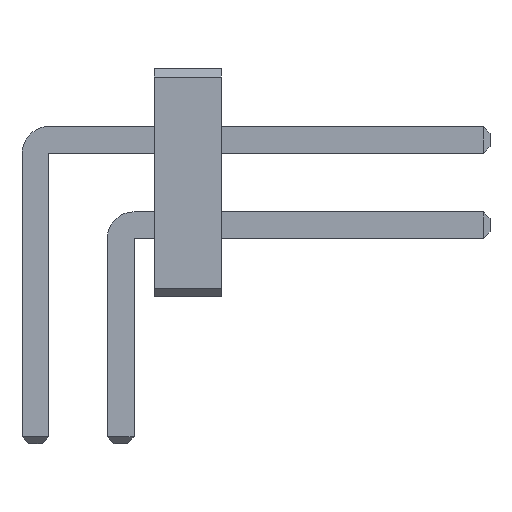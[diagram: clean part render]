
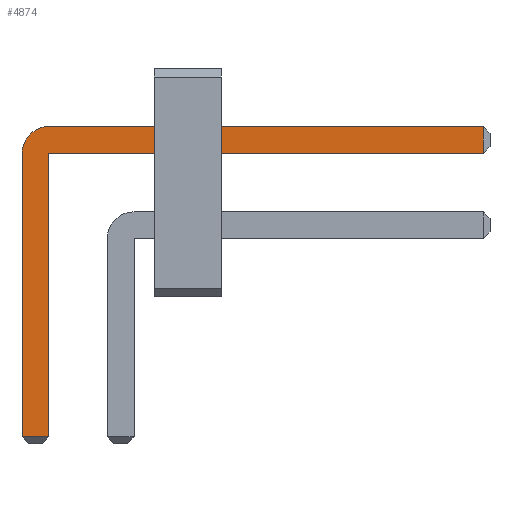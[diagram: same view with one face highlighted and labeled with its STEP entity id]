
A CAD part, front view. The second image highlights one B-rep face of the part: STEP entity #4874.
In plain terms, the highlighted planar face has unit normal (0, -1, 0).
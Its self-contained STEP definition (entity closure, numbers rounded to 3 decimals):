
#13=DIRECTION('',(0.,0.,1.));
#2209=VECTOR('',#13,1.);
#4676=VECTOR('',#4677,1.);
#4677=DIRECTION('',(1.,0.,0.));
#4683=VECTOR('',#4684,1.);
#4684=DIRECTION('',(0.,0.,-1.));
#4691=VECTOR('',#4692,1.);
#4692=DIRECTION('',(-1.,0.,0.));
#4713=DIRECTION('',(-0.,1.,0.));
#4717=DIRECTION('',(0.,1.,0.));
#4718=DIRECTION('',(0.,0.,1.));
#4725=VERTEX_POINT('',#4726);
#4726=CARTESIAN_POINT('',(0.2,-47.19,2.535));
#4728=ORIENTED_EDGE('',*,*,#4729,.T.);
#4729=EDGE_CURVE('',#4725,#4730,#4732,.T.);
#4730=VERTEX_POINT('',#4731);
#4731=CARTESIAN_POINT('',(6.67,-47.19,2.535));
#4732=LINE('',#4733,#4676);
#4733=CARTESIAN_POINT('',(-0.2,-47.19,2.535));
#4770=EDGE_CURVE('',#4771,#4725,#4773,.T.);
#4771=VERTEX_POINT('',#4772);
#4772=CARTESIAN_POINT('',(-0.2,-47.19,2.135));
#4773=CIRCLE('',#4774,0.4);
#4774=AXIS2_PLACEMENT_3D('',#4775,#4713,#4684);
#4775=CARTESIAN_POINT('',(0.2,-47.19,2.135));
#4787=VERTEX_POINT('',#4788);
#4788=CARTESIAN_POINT('',(6.67,-47.19,2.135));
#4790=ORIENTED_EDGE('',*,*,#4791,.T.);
#4791=EDGE_CURVE('',#4787,#4792,#4793,.T.);
#4792=VERTEX_POINT('',#4775);
#4793=LINE('',#4794,#4691);
#4794=CARTESIAN_POINT('',(6.77,-47.19,2.135));
#4806=VERTEX_POINT('',#4807);
#4807=CARTESIAN_POINT('',(-0.2,-47.19,-2.085));
#4809=ORIENTED_EDGE('',*,*,#4810,.T.);
#4810=EDGE_CURVE('',#4806,#4771,#4811,.T.);
#4811=LINE('',#4812,#2209);
#4812=CARTESIAN_POINT('',(-0.2,-47.19,-2.185));
#4820=ORIENTED_EDGE('',*,*,#4821,.T.);
#4821=EDGE_CURVE('',#4792,#4822,#4824,.T.);
#4822=VERTEX_POINT('',#4823);
#4823=CARTESIAN_POINT('',(0.2,-47.19,-2.085));
#4824=LINE('',#4775,#4683);
#4874=ADVANCED_FACE('',(#4875),#4884,.F.);
#4875=FACE_BOUND('',#4876,.F.);
#4876=EDGE_LOOP('',(#4728,#4877,#4790,#4820,#4880,#4809,#4883));
#4877=ORIENTED_EDGE('',*,*,#4878,.T.);
#4878=EDGE_CURVE('',#4730,#4787,#4879,.T.);
#4879=LINE('',#4731,#4683);
#4880=ORIENTED_EDGE('',*,*,#4881,.T.);
#4881=EDGE_CURVE('',#4822,#4806,#4882,.T.);
#4882=LINE('',#4823,#4691);
#4883=ORIENTED_EDGE('',*,*,#4770,.T.);
#4884=PLANE('',#4885);
#4885=AXIS2_PLACEMENT_3D('',#4886,#4717,#4718);
#4886=CARTESIAN_POINT('',(2.071,-47.19,1.389));
